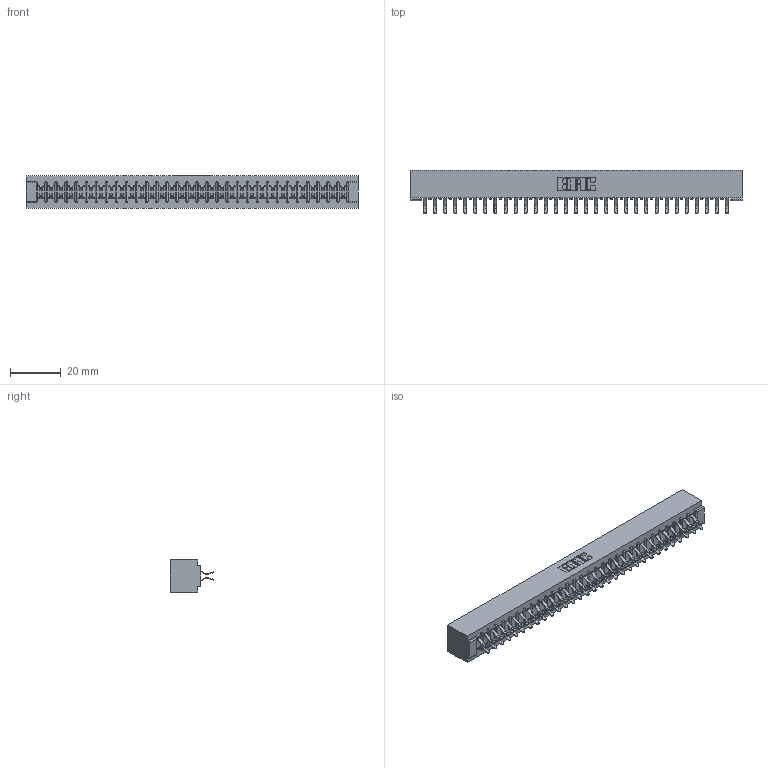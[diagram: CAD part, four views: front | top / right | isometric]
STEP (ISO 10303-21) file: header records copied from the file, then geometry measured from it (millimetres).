
FILE_DESCRIPTION (( 'STEP AP203' ), '1' );
FILE_NAME ('307-062-456-201.STEP', '2020-09-30T16:41:40', ( '' ), ( '' ), 'SwSTEP 2.0', 'SolidWorks 2020', '' );
FILE_SCHEMA (( 'CONFIG_CONTROL_DESIGN' ));
Length unit declared in the file: inch
Products named in the file (3): 307-290-001_556; 307-062-456-201; 307 Part_No Mounting Lugs
Assembly tree (63 placements, depth 2):
  307-062-456-201
    307 Part_No Mounting Lugs
    307-290-001_556  x62
Bounding box: 130.71 x 16.97 x 12.7 mm (x, y, z)
Volume: 14357.6 mm3; surface area: 17497 mm2
Topology: 63 solids, 63 shells, 3242 faces, 9103 edges, 5898 vertices
Faces by surface type: plane 2112, cylinder 1066, sphere 64
Entity records: 28750 total; most frequent: CARTESIAN_POINT 4703, ORIENTED_EDGE 4658, DIRECTION 4611, EDGE_CURVE 2329, VECTOR 1783, LINE 1783, VERTEX_POINT 1506, AXIS2_PLACEMENT_3D 1414
